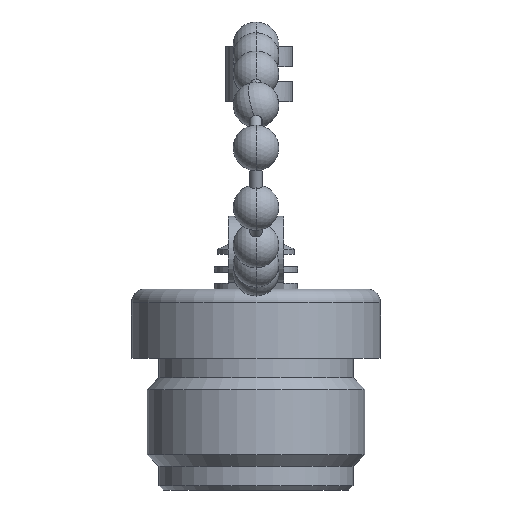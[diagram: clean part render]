
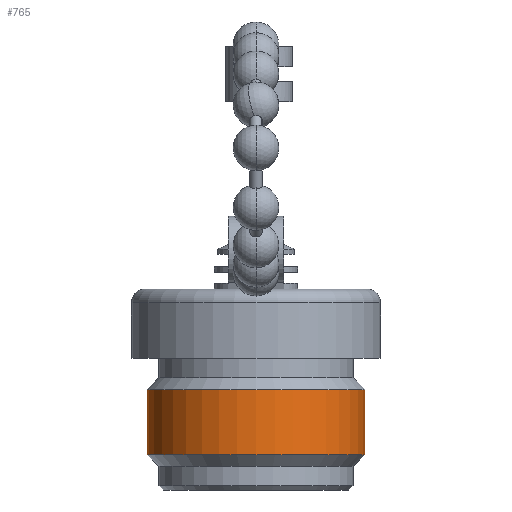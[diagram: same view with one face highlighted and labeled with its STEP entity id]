
A CAD part, front view. The second image highlights one B-rep face of the part: STEP entity #765.
In plain terms, the highlighted cylindrical face has radius 7.85 mm (diameter 15.7 mm), a partial arc.
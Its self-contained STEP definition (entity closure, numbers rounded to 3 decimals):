
#45 = DIRECTION ( 'NONE',  ( 0., 0., 1. ) ) ;
#324 = CARTESIAN_POINT ( 'NONE',  ( 0., 0., 15.581 ) ) ;
#567 = VERTEX_POINT ( 'NONE', #2119 ) ;
#572 = LINE ( 'NONE', #6650, #6138 ) ;
#752 = AXIS2_PLACEMENT_3D ( 'NONE', #324, #45, #2122 ) ;
#765 = ADVANCED_FACE ( 'NONE', ( #8402 ), #4591, .T. ) ;
#1222 = DIRECTION ( 'NONE',  ( 0., 0., 1. ) ) ;
#2119 = CARTESIAN_POINT ( 'NONE',  ( 7.85, 0., 2.55 ) ) ;
#2122 = DIRECTION ( 'NONE',  ( 1., 0., 0. ) ) ;
#2209 = CIRCLE ( 'NONE', #2666, 7.85 ) ;
#2344 = DIRECTION ( 'NONE',  ( 0., 0., 1. ) ) ;
#2362 = VECTOR ( 'NONE', #1222, 1000. ) ;
#2666 = AXIS2_PLACEMENT_3D ( 'NONE', #6668, #2344, #7400 ) ;
#3550 = VERTEX_POINT ( 'NONE', #8141 ) ;
#3604 = EDGE_CURVE ( 'NONE', #567, #3695, #8107, .T. ) ;
#3695 = VERTEX_POINT ( 'NONE', #4756 ) ;
#3711 = CIRCLE ( 'NONE', #4629, 7.85 ) ;
#3893 = CARTESIAN_POINT ( 'NONE',  ( 0., 0., 7.25 ) ) ;
#4230 = ORIENTED_EDGE ( 'NONE', *, *, #6246, .T. ) ;
#4408 = EDGE_CURVE ( 'NONE', #3550, #4680, #572, .T. ) ;
#4591 = CYLINDRICAL_SURFACE ( 'NONE', #752, 7.85 ) ;
#4618 = DIRECTION ( 'NONE',  ( 1., 0., 0. ) ) ;
#4629 = AXIS2_PLACEMENT_3D ( 'NONE', #3893, #8902, #4618 ) ;
#4680 = VERTEX_POINT ( 'NONE', #7503 ) ;
#4756 = CARTESIAN_POINT ( 'NONE',  ( 7.85, 0., 7.25 ) ) ;
#5025 = EDGE_LOOP ( 'NONE', ( #8294, #4230, #8978, #6260 ) ) ;
#6076 = DIRECTION ( 'NONE',  ( 0., 0., 1. ) ) ;
#6138 = VECTOR ( 'NONE', #6076, 1000. ) ;
#6246 = EDGE_CURVE ( 'NONE', #3550, #567, #2209, .T. ) ;
#6260 = ORIENTED_EDGE ( 'NONE', *, *, #6368, .F. ) ;
#6368 = EDGE_CURVE ( 'NONE', #4680, #3695, #3711, .T. ) ;
#6650 = CARTESIAN_POINT ( 'NONE',  ( -7.85, 0., 15.581 ) ) ;
#6668 = CARTESIAN_POINT ( 'NONE',  ( 0., 0., 2.55 ) ) ;
#7090 = CARTESIAN_POINT ( 'NONE',  ( 7.85, 0., 15.581 ) ) ;
#7400 = DIRECTION ( 'NONE',  ( 1., 0., 0. ) ) ;
#7503 = CARTESIAN_POINT ( 'NONE',  ( -7.85, 0., 7.25 ) ) ;
#8107 = LINE ( 'NONE', #7090, #2362 ) ;
#8141 = CARTESIAN_POINT ( 'NONE',  ( -7.85, 0., 2.55 ) ) ;
#8294 = ORIENTED_EDGE ( 'NONE', *, *, #4408, .F. ) ;
#8402 = FACE_OUTER_BOUND ( 'NONE', #5025, .T. ) ;
#8902 = DIRECTION ( 'NONE',  ( 0., 0., 1. ) ) ;
#8978 = ORIENTED_EDGE ( 'NONE', *, *, #3604, .T. ) ;
